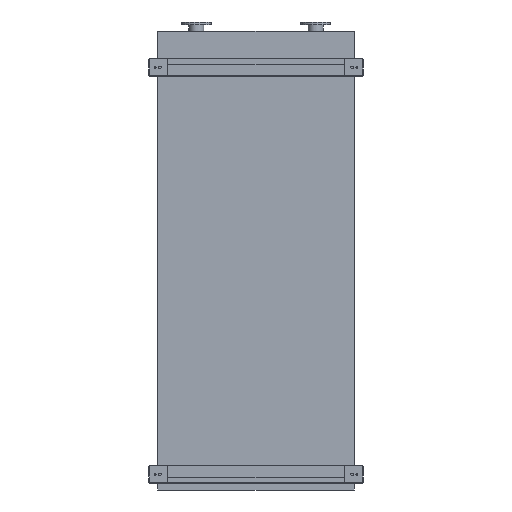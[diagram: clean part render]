
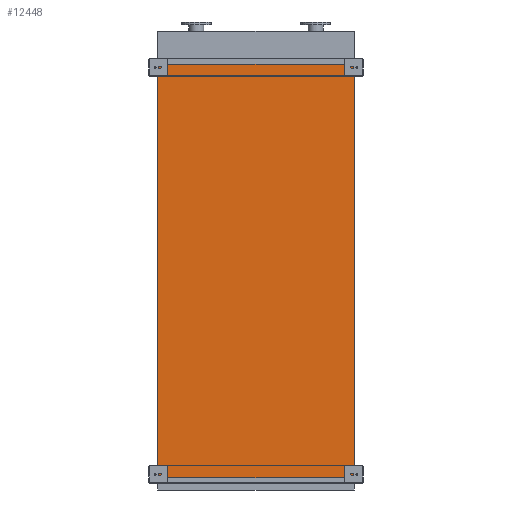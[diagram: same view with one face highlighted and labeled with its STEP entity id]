
A CAD part, front view. The second image highlights one B-rep face of the part: STEP entity #12448.
In plain terms, the highlighted planar face has unit normal (0, -1, 0).
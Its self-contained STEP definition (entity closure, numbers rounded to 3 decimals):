
#154 = LINE ( 'NONE', #11617, #3910 ) ;
#615 = VECTOR ( 'NONE', #18513, 1000. ) ;
#1717 = CARTESIAN_POINT ( 'NONE',  ( -725., 0., 0. ) ) ;
#2123 = EDGE_LOOP ( 'NONE', ( #20349, #4948, #22780, #19463 ) ) ;
#2448 = AXIS2_PLACEMENT_3D ( 'NONE', #15760, #4683, #17612 ) ;
#2477 = CARTESIAN_POINT ( 'NONE',  ( -725., 0., -3050. ) ) ;
#3216 = VERTEX_POINT ( 'NONE', #20267 ) ;
#3649 = LINE ( 'NONE', #2477, #17799 ) ;
#3910 = VECTOR ( 'NONE', #17194, 1000. ) ;
#4683 = DIRECTION ( 'NONE',  ( 0., -1., 0. ) ) ;
#4948 = ORIENTED_EDGE ( 'NONE', *, *, #18654, .F. ) ;
#5562 = DIRECTION ( 'NONE',  ( 1., 0., 0. ) ) ;
#5888 = CARTESIAN_POINT ( 'NONE',  ( 725., 0., -3050. ) ) ;
#7329 = CARTESIAN_POINT ( 'NONE',  ( 725., 0., -3050. ) ) ;
#8598 = VERTEX_POINT ( 'NONE', #5888 ) ;
#9897 = DIRECTION ( 'NONE',  ( 1., 0., 0. ) ) ;
#10433 = LINE ( 'NONE', #7329, #615 ) ;
#10605 = VERTEX_POINT ( 'NONE', #16169 ) ;
#10763 = EDGE_CURVE ( 'NONE', #12588, #10605, #19502, .T. ) ;
#11617 = CARTESIAN_POINT ( 'NONE',  ( -725., 0., -3050. ) ) ;
#12448 = ADVANCED_FACE ( 'NONE', ( #15700 ), #17528, .T. ) ;
#12588 = VERTEX_POINT ( 'NONE', #1717 ) ;
#13601 = EDGE_CURVE ( 'NONE', #8598, #10605, #10433, .T. ) ;
#15205 = VECTOR ( 'NONE', #5562, 1000. ) ;
#15700 = FACE_OUTER_BOUND ( 'NONE', #2123, .T. ) ;
#15760 = CARTESIAN_POINT ( 'NONE',  ( -725., 0., -3050. ) ) ;
#16169 = CARTESIAN_POINT ( 'NONE',  ( 725., 0., 0. ) ) ;
#16649 = CARTESIAN_POINT ( 'NONE',  ( -725., 0., 0. ) ) ;
#16703 = EDGE_CURVE ( 'NONE', #3216, #8598, #3649, .T. ) ;
#17194 = DIRECTION ( 'NONE',  ( 0., 0., 1. ) ) ;
#17528 = PLANE ( 'NONE',  #2448 ) ;
#17612 = DIRECTION ( 'NONE',  ( 0., 0., -1. ) ) ;
#17799 = VECTOR ( 'NONE', #9897, 1000. ) ;
#18513 = DIRECTION ( 'NONE',  ( 0., 0., 1. ) ) ;
#18654 = EDGE_CURVE ( 'NONE', #3216, #12588, #154, .T. ) ;
#19463 = ORIENTED_EDGE ( 'NONE', *, *, #13601, .T. ) ;
#19502 = LINE ( 'NONE', #16649, #15205 ) ;
#20267 = CARTESIAN_POINT ( 'NONE',  ( -725., 0., -3050. ) ) ;
#20349 = ORIENTED_EDGE ( 'NONE', *, *, #10763, .F. ) ;
#22780 = ORIENTED_EDGE ( 'NONE', *, *, #16703, .T. ) ;
